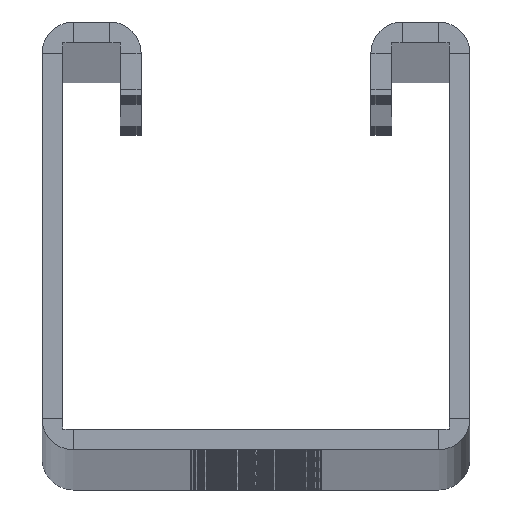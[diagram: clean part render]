
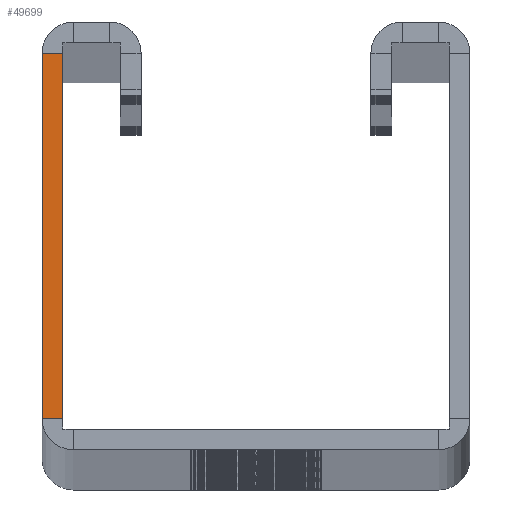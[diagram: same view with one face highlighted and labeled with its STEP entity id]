
A CAD part, top view. The second image highlights one B-rep face of the part: STEP entity #49699.
In plain terms, the highlighted planar face has unit normal (0, 0, 1).
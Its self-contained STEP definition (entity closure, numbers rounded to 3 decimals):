
#4106 = CARTESIAN_POINT ( 'NONE',  ( -18.5, 3., 0. ) ) ;
#5564 = LINE ( 'NONE', #48272, #6433 ) ;
#5699 = EDGE_CURVE ( 'NONE', #42949, #49410, #5564, .T. ) ;
#5779 = DIRECTION ( 'NONE',  ( 1., 0., 0. ) ) ;
#6433 = VECTOR ( 'NONE', #70975, 1000. ) ;
#6492 = AXIS2_PLACEMENT_3D ( 'NONE', #67690, #11709, #5779 ) ;
#7835 = CARTESIAN_POINT ( 'NONE',  ( -18.5, 38., 0. ) ) ;
#11709 = DIRECTION ( 'NONE',  ( 0., 0., 1. ) ) ;
#14267 = ORIENTED_EDGE ( 'NONE', *, *, #41606, .T. ) ;
#21154 = CARTESIAN_POINT ( 'NONE',  ( -18.5, 38., 0. ) ) ;
#27549 = VECTOR ( 'NONE', #42942, 1000. ) ;
#30746 = LINE ( 'NONE', #69115, #65677 ) ;
#31089 = LINE ( 'NONE', #21154, #27549 ) ;
#35816 = EDGE_CURVE ( 'NONE', #58635, #40551, #31089, .T. ) ;
#36620 = DIRECTION ( 'NONE',  ( 0., 1., 0. ) ) ;
#37467 = LINE ( 'NONE', #57577, #69796 ) ;
#39597 = PLANE ( 'NONE',  #6492 ) ;
#40551 = VERTEX_POINT ( 'NONE', #57712 ) ;
#41606 = EDGE_CURVE ( 'NONE', #49410, #58635, #37467, .T. ) ;
#42942 = DIRECTION ( 'NONE',  ( -1., 0., 0. ) ) ;
#42949 = VERTEX_POINT ( 'NONE', #43895 ) ;
#43895 = CARTESIAN_POINT ( 'NONE',  ( -20.5, 3., 0. ) ) ;
#48272 = CARTESIAN_POINT ( 'NONE',  ( -20.5, 3., 0. ) ) ;
#49410 = VERTEX_POINT ( 'NONE', #4106 ) ;
#49699 = ADVANCED_FACE ( 'NONE', ( #62684 ), #39597, .T. ) ;
#51963 = DIRECTION ( 'NONE',  ( 0., 1., 0. ) ) ;
#53429 = ORIENTED_EDGE ( 'NONE', *, *, #5699, .T. ) ;
#55244 = ORIENTED_EDGE ( 'NONE', *, *, #35816, .T. ) ;
#57577 = CARTESIAN_POINT ( 'NONE',  ( -18.5, 0., 0. ) ) ;
#57712 = CARTESIAN_POINT ( 'NONE',  ( -20.5, 38., 0. ) ) ;
#58635 = VERTEX_POINT ( 'NONE', #7835 ) ;
#62657 = EDGE_CURVE ( 'NONE', #42949, #40551, #30746, .T. ) ;
#62684 = FACE_OUTER_BOUND ( 'NONE', #69052, .T. ) ;
#65677 = VECTOR ( 'NONE', #36620, 1000. ) ;
#65685 = ORIENTED_EDGE ( 'NONE', *, *, #62657, .F. ) ;
#67690 = CARTESIAN_POINT ( 'NONE',  ( -17.5, 2., 0. ) ) ;
#69052 = EDGE_LOOP ( 'NONE', ( #65685, #53429, #14267, #55244 ) ) ;
#69115 = CARTESIAN_POINT ( 'NONE',  ( -20.5, 0., 0. ) ) ;
#69796 = VECTOR ( 'NONE', #51963, 1000. ) ;
#70975 = DIRECTION ( 'NONE',  ( 1., 0., 0. ) ) ;
